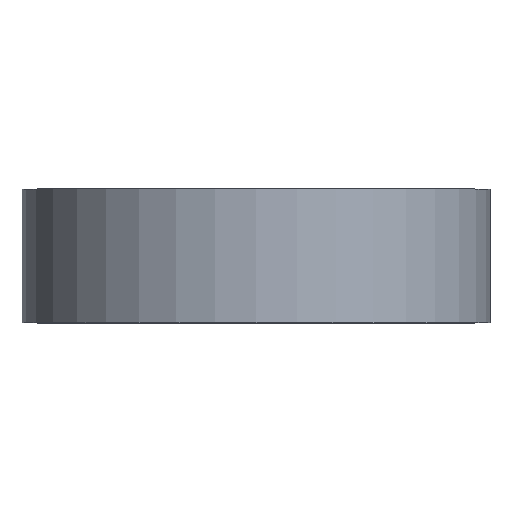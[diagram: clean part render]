
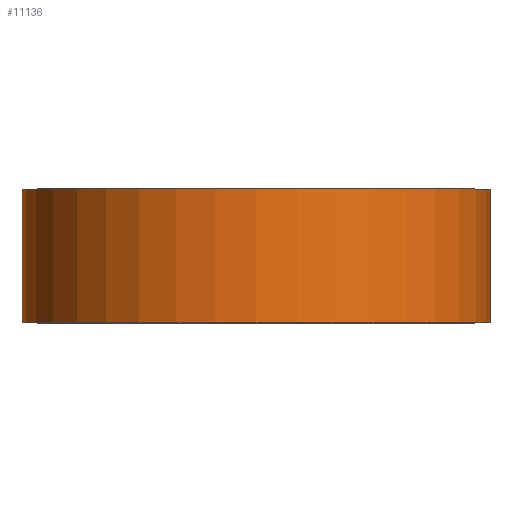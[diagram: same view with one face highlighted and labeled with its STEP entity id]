
A CAD part, top view. The second image highlights one B-rep face of the part: STEP entity #11136.
In plain terms, the highlighted cylindrical face has radius 22.225 mm (diameter 44.45 mm), a full revolution.
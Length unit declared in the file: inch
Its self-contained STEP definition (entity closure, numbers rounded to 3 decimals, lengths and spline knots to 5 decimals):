
#463=LINE('',#39148,#677);
#677=VECTOR('',#14920,0.875);
#847=CYLINDRICAL_SURFACE('',#12340,0.875);
#1625=FACE_OUTER_BOUND('',#2352,.T.);
#2352=EDGE_LOOP('',(#10101,#10102,#10103,#10104));
#3156=CIRCLE('',#12341,0.875);
#3157=CIRCLE('',#12342,0.875);
#4896=VERTEX_POINT('',#39145);
#4897=VERTEX_POINT('',#39147);
#6632=EDGE_CURVE('',#4896,#4896,#3156,.T.);
#6633=EDGE_CURVE('',#4896,#4897,#463,.T.);
#6634=EDGE_CURVE('',#4897,#4897,#3157,.T.);
#10101=ORIENTED_EDGE('',*,*,#6632,.T.);
#10102=ORIENTED_EDGE('',*,*,#6633,.T.);
#10103=ORIENTED_EDGE('',*,*,#6634,.T.);
#10104=ORIENTED_EDGE('',*,*,#6633,.F.);
#11136=ADVANCED_FACE('',(#1625),#847,.T.);
#12340=AXIS2_PLACEMENT_3D('',#39144,#14916,#14917);
#12341=AXIS2_PLACEMENT_3D('',#39146,#14918,#14919);
#12342=AXIS2_PLACEMENT_3D('',#39149,#14921,#14922);
#14916=DIRECTION('center_axis',(0.,1.,0.));
#14917=DIRECTION('ref_axis',(-1.,0.,0.));
#14918=DIRECTION('center_axis',(0.,-1.,0.));
#14919=DIRECTION('ref_axis',(-1.,0.,0.));
#14920=DIRECTION('',(0.,-1.,0.));
#14921=DIRECTION('center_axis',(0.,1.,0.));
#14922=DIRECTION('ref_axis',(-1.,0.,0.));
#39144=CARTESIAN_POINT('Origin',(0.,0.,0.));
#39145=CARTESIAN_POINT('',(0.875,0.5,0.));
#39146=CARTESIAN_POINT('Origin',(0.,0.5,0.));
#39147=CARTESIAN_POINT('',(0.875,0.,0.));
#39148=CARTESIAN_POINT('',(0.875,0.,0.));
#39149=CARTESIAN_POINT('Origin',(0.,0.,0.));
